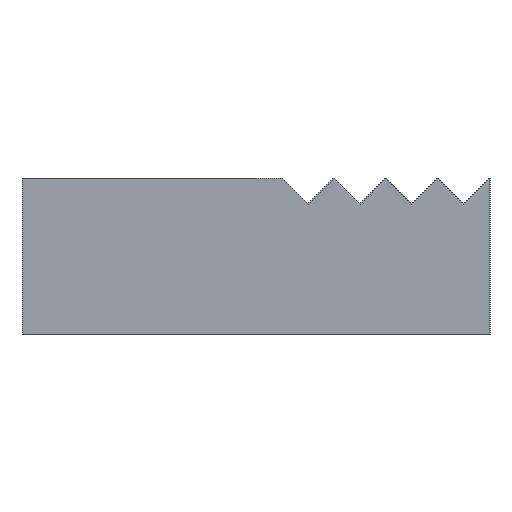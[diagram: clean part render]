
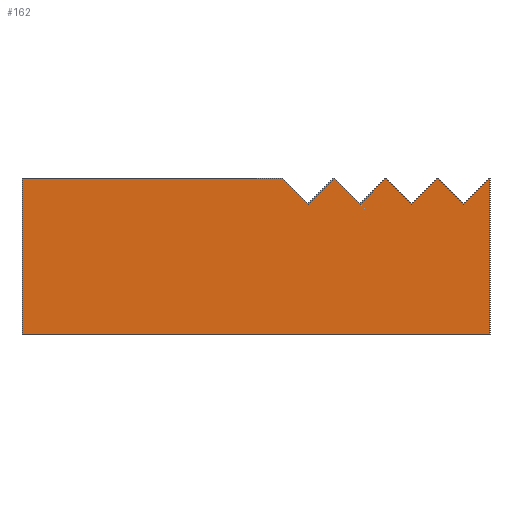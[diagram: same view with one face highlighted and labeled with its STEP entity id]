
A CAD part, left-side view. The second image highlights one B-rep face of the part: STEP entity #162.
In plain terms, the highlighted planar face has unit normal (-1, 0, 0).
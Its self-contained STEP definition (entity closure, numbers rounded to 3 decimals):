
#2 = VECTOR ( 'NONE', #873, 1000. ) ;
#3 = LINE ( 'NONE', #528, #891 ) ;
#22 = CARTESIAN_POINT ( 'NONE',  ( 0., 4., 3. ) ) ;
#34 = CARTESIAN_POINT ( 'NONE',  ( 0., 3.75, 0.25 ) ) ;
#38 = VERTEX_POINT ( 'NONE', #113 ) ;
#59 = EDGE_CURVE ( 'NONE', #550, #845, #807, .T. ) ;
#73 = DIRECTION ( 'NONE',  ( 0., 0., 1. ) ) ;
#105 = LINE ( 'NONE', #421, #522 ) ;
#107 = ORIENTED_EDGE ( 'NONE', *, *, #59, .T. ) ;
#113 = CARTESIAN_POINT ( 'NONE',  ( 0., 3.5, 2.5 ) ) ;
#128 = ORIENTED_EDGE ( 'NONE', *, *, #632, .F. ) ;
#162 = ADVANCED_FACE ( 'NONE', ( #347 ), #260, .T. ) ;
#173 = ORIENTED_EDGE ( 'NONE', *, *, #870, .T. ) ;
#193 = VERTEX_POINT ( 'NONE', #568 ) ;
#224 = CARTESIAN_POINT ( 'NONE',  ( 0., 0., 0. ) ) ;
#239 = VECTOR ( 'NONE', #572, 1000. ) ;
#243 = EDGE_CURVE ( 'NONE', #193, #550, #3, .T. ) ;
#252 = VERTEX_POINT ( 'NONE', #615 ) ;
#260 = PLANE ( 'NONE',  #495 ) ;
#268 = CARTESIAN_POINT ( 'NONE',  ( 0., 4.5, 0.5 ) ) ;
#331 = ORIENTED_EDGE ( 'NONE', *, *, #426, .T. ) ;
#346 = LINE ( 'NONE', #581, #643 ) ;
#347 = FACE_OUTER_BOUND ( 'NONE', #565, .T. ) ;
#350 = CARTESIAN_POINT ( 'NONE',  ( 0., 0., 3. ) ) ;
#354 = LINE ( 'NONE', #268, #239 ) ;
#366 = VERTEX_POINT ( 'NONE', #714 ) ;
#369 = VECTOR ( 'NONE', #974, 1000. ) ;
#370 = VERTEX_POINT ( 'NONE', #22 ) ;
#376 = CARTESIAN_POINT ( 'NONE',  ( 0., 2., 4. ) ) ;
#392 = CARTESIAN_POINT ( 'NONE',  ( 0., 1.5, 2.5 ) ) ;
#395 = DIRECTION ( 'NONE',  ( 0., -1., 0. ) ) ;
#398 = ORIENTED_EDGE ( 'NONE', *, *, #520, .T. ) ;
#413 = CARTESIAN_POINT ( 'NONE',  ( 0., 9., 3. ) ) ;
#418 = DIRECTION ( 'NONE',  ( 0., 0.707, -0.707 ) ) ;
#421 = CARTESIAN_POINT ( 'NONE',  ( 0., 2.75, 3.75 ) ) ;
#426 = EDGE_CURVE ( 'NONE', #686, #252, #105, .T. ) ;
#428 = CARTESIAN_POINT ( 'NONE',  ( 0., 0.5, 2.5 ) ) ;
#429 = CARTESIAN_POINT ( 'NONE',  ( 0., 0., 0. ) ) ;
#463 = ORIENTED_EDGE ( 'NONE', *, *, #882, .T. ) ;
#486 = CARTESIAN_POINT ( 'NONE',  ( 0., 9., 0. ) ) ;
#495 = AXIS2_PLACEMENT_3D ( 'NONE', #486, #553, #791 ) ;
#510 = ORIENTED_EDGE ( 'NONE', *, *, #600, .T. ) ;
#513 = VERTEX_POINT ( 'NONE', #895 ) ;
#520 = EDGE_CURVE ( 'NONE', #812, #720, #913, .T. ) ;
#522 = VECTOR ( 'NONE', #837, 1000. ) ;
#528 = CARTESIAN_POINT ( 'NONE',  ( 0., 9., 0. ) ) ;
#529 = ORIENTED_EDGE ( 'NONE', *, *, #808, .F. ) ;
#540 = CARTESIAN_POINT ( 'NONE',  ( 0., 1., 3. ) ) ;
#550 = VERTEX_POINT ( 'NONE', #224 ) ;
#551 = DIRECTION ( 'NONE',  ( 0., 0.707, 0.707 ) ) ;
#553 = DIRECTION ( 'NONE',  ( -1., 0., 0. ) ) ;
#565 = EDGE_LOOP ( 'NONE', ( #616, #529, #128, #862, #107, #463, #398, #944, #331, #613, #510, #173 ) ) ;
#568 = CARTESIAN_POINT ( 'NONE',  ( 0., 9., 0. ) ) ;
#572 = DIRECTION ( 'NONE',  ( 0., 0.707, -0.707 ) ) ;
#581 = CARTESIAN_POINT ( 'NONE',  ( 0., 3., 0. ) ) ;
#597 = DIRECTION ( 'NONE',  ( 0., 0., 1. ) ) ;
#599 = CARTESIAN_POINT ( 'NONE',  ( 0., 3., 3. ) ) ;
#600 = EDGE_CURVE ( 'NONE', #366, #962, #937, .T. ) ;
#602 = EDGE_CURVE ( 'NONE', #38, #370, #933, .T. ) ;
#613 = ORIENTED_EDGE ( 'NONE', *, *, #758, .T. ) ;
#615 = CARTESIAN_POINT ( 'NONE',  ( 0., 2., 3. ) ) ;
#616 = ORIENTED_EDGE ( 'NONE', *, *, #602, .T. ) ;
#630 = CARTESIAN_POINT ( 'NONE',  ( 0., 9., 0. ) ) ;
#632 = EDGE_CURVE ( 'NONE', #193, #513, #784, .T. ) ;
#643 = VECTOR ( 'NONE', #876, 1000. ) ;
#647 = LINE ( 'NONE', #726, #681 ) ;
#661 = LINE ( 'NONE', #413, #779 ) ;
#669 = VECTOR ( 'NONE', #73, 1000. ) ;
#681 = VECTOR ( 'NONE', #418, 1000. ) ;
#686 = VERTEX_POINT ( 'NONE', #392 ) ;
#711 = LINE ( 'NONE', #34, #2 ) ;
#714 = CARTESIAN_POINT ( 'NONE',  ( 0., 2.5, 2.5 ) ) ;
#720 = VERTEX_POINT ( 'NONE', #540 ) ;
#726 = CARTESIAN_POINT ( 'NONE',  ( 0., 5.25, 0.75 ) ) ;
#731 = VECTOR ( 'NONE', #597, 1000. ) ;
#735 = EDGE_CURVE ( 'NONE', #720, #686, #711, .T. ) ;
#758 = EDGE_CURVE ( 'NONE', #252, #366, #354, .T. ) ;
#779 = VECTOR ( 'NONE', #888, 1000. ) ;
#784 = LINE ( 'NONE', #630, #669 ) ;
#791 = DIRECTION ( 'NONE',  ( 0., 0., 1. ) ) ;
#807 = LINE ( 'NONE', #429, #731 ) ;
#808 = EDGE_CURVE ( 'NONE', #513, #370, #661, .T. ) ;
#812 = VERTEX_POINT ( 'NONE', #428 ) ;
#815 = VECTOR ( 'NONE', #861, 1000. ) ;
#837 = DIRECTION ( 'NONE',  ( 0., 0.707, 0.707 ) ) ;
#845 = VERTEX_POINT ( 'NONE', #350 ) ;
#861 = DIRECTION ( 'NONE',  ( 0., 0.707, 0.707 ) ) ;
#862 = ORIENTED_EDGE ( 'NONE', *, *, #243, .T. ) ;
#868 = CARTESIAN_POINT ( 'NONE',  ( 0., 3.5, 3.5 ) ) ;
#870 = EDGE_CURVE ( 'NONE', #962, #38, #647, .T. ) ;
#873 = DIRECTION ( 'NONE',  ( 0., 0.707, -0.707 ) ) ;
#876 = DIRECTION ( 'NONE',  ( 0., 0.707, -0.707 ) ) ;
#882 = EDGE_CURVE ( 'NONE', #845, #812, #346, .T. ) ;
#888 = DIRECTION ( 'NONE',  ( 0., -1., 0. ) ) ;
#891 = VECTOR ( 'NONE', #395, 1000. ) ;
#895 = CARTESIAN_POINT ( 'NONE',  ( 0., 9., 3. ) ) ;
#913 = LINE ( 'NONE', #376, #369 ) ;
#928 = CARTESIAN_POINT ( 'NONE',  ( 0., 4.25, 3.25 ) ) ;
#933 = LINE ( 'NONE', #928, #942 ) ;
#937 = LINE ( 'NONE', #868, #815 ) ;
#942 = VECTOR ( 'NONE', #551, 1000. ) ;
#944 = ORIENTED_EDGE ( 'NONE', *, *, #735, .T. ) ;
#962 = VERTEX_POINT ( 'NONE', #599 ) ;
#974 = DIRECTION ( 'NONE',  ( 0., 0.707, 0.707 ) ) ;
